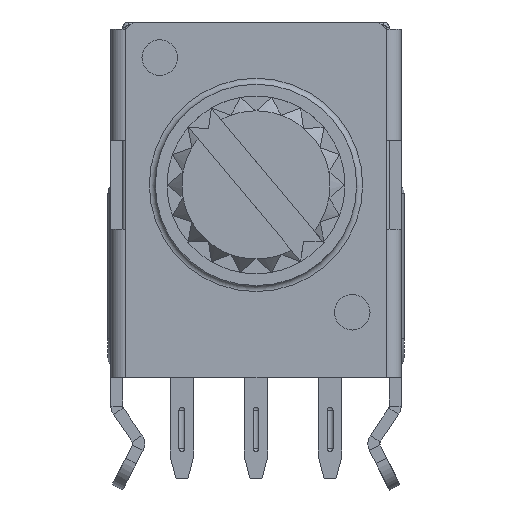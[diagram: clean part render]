
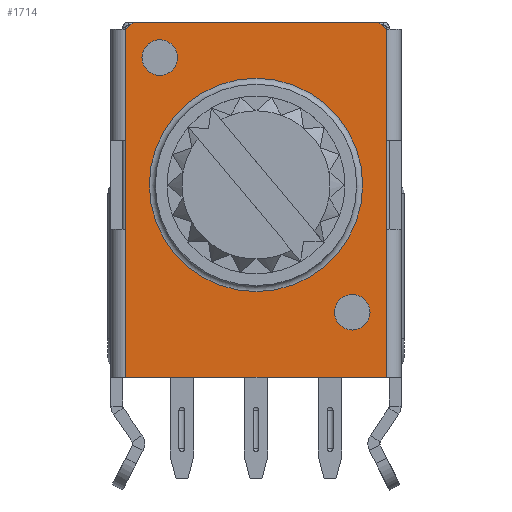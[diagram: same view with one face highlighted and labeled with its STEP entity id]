
A CAD part, front view. The second image highlights one B-rep face of the part: STEP entity #1714.
In plain terms, the highlighted planar face has unit normal (0, -1, 0).
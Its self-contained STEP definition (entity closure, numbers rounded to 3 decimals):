
#1714=ADVANCED_FACE('',(#5269,#5271,#5273,#5275),#5277,.T.);
#5269=FACE_BOUND('',#5270,.T.);
#5270=EDGE_LOOP('',(#7980,#7981,#7982,#7983,#7984,#7985,#7986,#7987,#7988,#7989));
#5271=FACE_BOUND('',#5272,.T.);
#5272=EDGE_LOOP('',(#7990));
#5273=FACE_BOUND('',#5274,.T.);
#5274=EDGE_LOOP('',(#7991));
#5275=FACE_BOUND('',#5276,.T.);
#5276=EDGE_LOOP('',(#7992));
#5277=PLANE('',#5278);
#5278=AXIS2_PLACEMENT_3D('',#5279,#5280,#5281);
#5279=CARTESIAN_POINT('',(0.,-3.7,0.));
#5280=DIRECTION('',(0.,-1.,0.));
#5281=DIRECTION('',(1.,0.,0.));
#7980=ORIENTED_EDGE('',*,*,#9401,.T.);
#7981=ORIENTED_EDGE('',*,*,#9441,.T.);
#7982=ORIENTED_EDGE('',*,*,#9399,.T.);
#7983=ORIENTED_EDGE('',*,*,#9391,.T.);
#7984=ORIENTED_EDGE('',*,*,#9400,.T.);
#7985=ORIENTED_EDGE('',*,*,#9390,.T.);
#7986=ORIENTED_EDGE('',*,*,#9412,.T.);
#7987=ORIENTED_EDGE('',*,*,#9410,.T.);
#7988=ORIENTED_EDGE('',*,*,#9408,.T.);
#7989=ORIENTED_EDGE('',*,*,#9442,.T.);
#7990=ORIENTED_EDGE('',*,*,#9416,.T.);
#7991=ORIENTED_EDGE('',*,*,#9417,.T.);
#7992=ORIENTED_EDGE('',*,*,#9443,.F.);
#9390=EDGE_CURVE('',#10550,#10553,#10596,.T.);
#9391=EDGE_CURVE('',#10524,#10527,#10597,.T.);
#9399=EDGE_CURVE('',#10606,#10524,#10608,.T.);
#9400=EDGE_CURVE('',#10527,#10550,#10609,.F.);
#9401=EDGE_CURVE('',#10610,#10611,#10612,.F.);
#9408=EDGE_CURVE('',#10622,#10620,#10623,.T.);
#9410=EDGE_CURVE('',#10625,#10622,#10626,.T.);
#9412=EDGE_CURVE('',#10553,#10625,#10628,.T.);
#9416=EDGE_CURVE('',#10634,#10634,#10635,.F.);
#9417=EDGE_CURVE('',#10636,#10636,#10637,.F.);
#9441=EDGE_CURVE('',#10611,#10606,#10672,.T.);
#9442=EDGE_CURVE('',#10620,#10610,#10673,.T.);
#9443=EDGE_CURVE('',#10674,#10674,#10675,.T.);
#10524=VERTEX_POINT('',#12857);
#10527=VERTEX_POINT('',#12865);
#10550=VERTEX_POINT('',#12918);
#10553=VERTEX_POINT('',#12926);
#10596=LINE('',#13032,#13033);
#10597=LINE('',#13035,#13036);
#10606=VERTEX_POINT('',#13064);
#10608=LINE('',#13068,#13069);
#10609=LINE('',#13071,#13072);
#10610=VERTEX_POINT('',#13074);
#10611=VERTEX_POINT('',#13075);
#10612=LINE('',#13076,#13077);
#10620=VERTEX_POINT('',#13098);
#10622=VERTEX_POINT('',#13102);
#10623=LINE('',#13103,#13104);
#10625=VERTEX_POINT('',#13109);
#10626=LINE('',#13110,#13111);
#10628=LINE('',#13116,#13117);
#10634=VERTEX_POINT('',#13132);
#10635=CIRCLE('',#13133,0.6);
#10636=VERTEX_POINT('',#13137);
#10637=CIRCLE('',#13138,0.6);
#10672=LINE('',#13232,#13233);
#10673=LINE('',#13235,#13236);
#10674=VERTEX_POINT('',#13238);
#10675=CIRCLE('',#13239,3.6);
#12857=CARTESIAN_POINT('',(4.4,-3.7,0.));
#12865=CARTESIAN_POINT('',(4.4,-3.7,5.));
#12918=CARTESIAN_POINT('',(4.4,-3.7,8.));
#12926=CARTESIAN_POINT('',(4.4,-3.7,11.75));
#13032=CARTESIAN_POINT('',(4.4,-3.7,8.));
#13033=VECTOR('',#13034,1.);
#13034=DIRECTION('',(0.,0.,1.));
#13035=CARTESIAN_POINT('',(4.4,-3.7,0.));
#13036=VECTOR('',#13037,1.);
#13037=DIRECTION('',(0.,0.,1.));
#13064=CARTESIAN_POINT('',(-4.4,-3.7,0.));
#13068=CARTESIAN_POINT('',(-4.4,-3.7,0.));
#13069=VECTOR('',#13070,1.);
#13070=DIRECTION('',(1.,0.,0.));
#13071=CARTESIAN_POINT('',(4.4,-3.7,8.));
#13072=VECTOR('',#13073,1.);
#13073=DIRECTION('',(0.,0.,-1.));
#13074=CARTESIAN_POINT('',(-4.4,-3.7,8.));
#13075=CARTESIAN_POINT('',(-4.4,-3.7,5.));
#13076=CARTESIAN_POINT('',(-4.4,-3.7,5.));
#13077=VECTOR('',#13078,1.);
#13078=DIRECTION('',(0.,0.,1.));
#13098=CARTESIAN_POINT('',(-4.4,-3.7,11.75));
#13102=CARTESIAN_POINT('',(-4.15,-3.7,12.));
#13103=CARTESIAN_POINT('',(-4.15,-3.7,12.));
#13104=VECTOR('',#13105,1.);
#13105=DIRECTION('',(-0.707,0.,-0.707));
#13109=CARTESIAN_POINT('',(4.15,-3.7,12.));
#13110=CARTESIAN_POINT('',(4.15,-3.7,12.));
#13111=VECTOR('',#13112,1.);
#13112=DIRECTION('',(-1.,0.,0.));
#13116=CARTESIAN_POINT('',(4.4,-3.7,11.75));
#13117=VECTOR('',#13118,1.);
#13118=DIRECTION('',(-0.707,0.,0.707));
#13132=CARTESIAN_POINT('',(3.85,-3.7,2.2));
#13133=AXIS2_PLACEMENT_3D('',#13134,#13135,#13136);
#13134=CARTESIAN_POINT('',(3.25,-3.7,2.2));
#13135=DIRECTION('',(0.,-1.,0.));
#13136=DIRECTION('',(1.,0.,0.));
#13137=CARTESIAN_POINT('',(-2.65,-3.7,10.8));
#13138=AXIS2_PLACEMENT_3D('',#13139,#13140,#13141);
#13139=CARTESIAN_POINT('',(-3.25,-3.7,10.8));
#13140=DIRECTION('',(0.,-1.,0.));
#13141=DIRECTION('',(1.,0.,0.));
#13232=CARTESIAN_POINT('',(-4.4,-3.7,5.));
#13233=VECTOR('',#13234,1.);
#13234=DIRECTION('',(0.,0.,-1.));
#13235=CARTESIAN_POINT('',(-4.4,-3.7,11.75));
#13236=VECTOR('',#13237,1.);
#13237=DIRECTION('',(0.,0.,-1.));
#13238=CARTESIAN_POINT('',(3.6,-3.7,6.5));
#13239=AXIS2_PLACEMENT_3D('',#13240,#13241,#13242);
#13240=CARTESIAN_POINT('',(0.,-3.7,6.5));
#13241=DIRECTION('',(0.,-1.,0.));
#13242=DIRECTION('',(1.,0.,0.));
